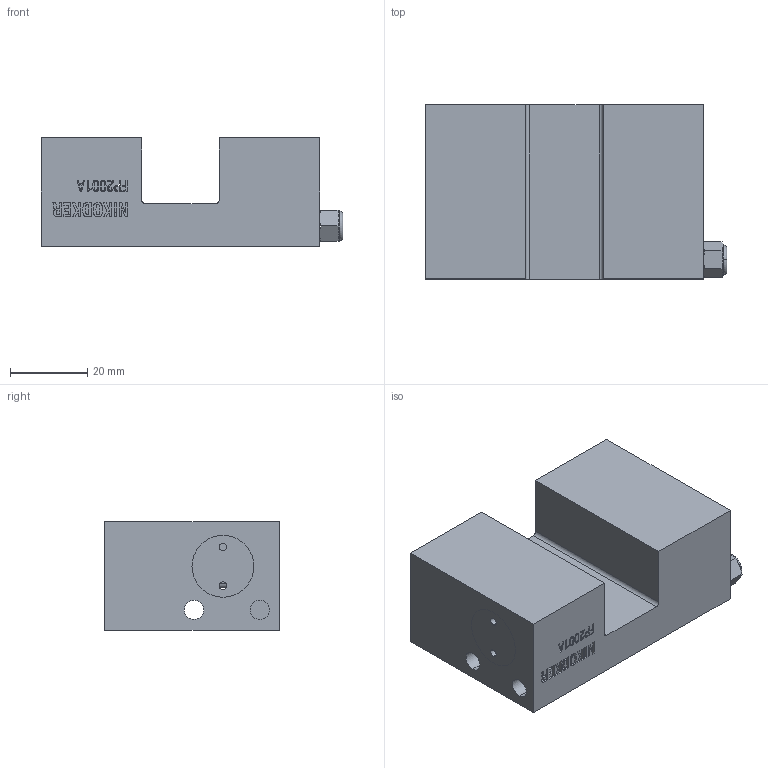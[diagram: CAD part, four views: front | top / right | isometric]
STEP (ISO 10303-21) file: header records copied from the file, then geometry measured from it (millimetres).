
FILE_DESCRIPTION (( 'STEP AP203' ), '1' );
FILE_NAME ('FP2001A.STEP', '2019-11-21T11:45:36', ( 'Users' ), ( 'Microsoft' ), 'SwSTEP 2.0', 'SolidWorks 2012', '' );
FILE_SCHEMA (( 'CONFIG_CONTROL_DESIGN' ));
Length unit declared in the file: millimetre
Products named in the file (1): FP2001A
Bounding box: 78 x 45 x 28 mm (x, y, z)
Surface area: 15233.4 mm2 (no closed solid volume)
Topology: 0 solids, 10 shells, 257 faces, 729 edges, 490 vertices
Faces by surface type: plane 144, bspline 61, cylinder 44, cone 6, torus 2
Entity records: 11956 total; most frequent: CARTESIAN_POINT 5672, ORIENTED_EDGE 1299, DIRECTION 1071, EDGE_CURVE 729, VERTEX_POINT 490, VECTOR 465, LINE 465, AXIS2_PLACEMENT_3D 303
